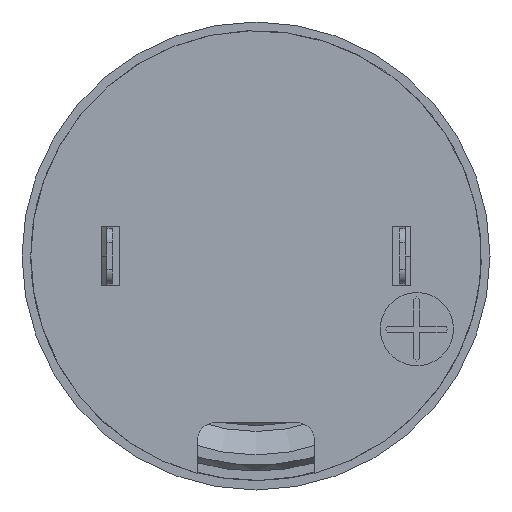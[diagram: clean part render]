
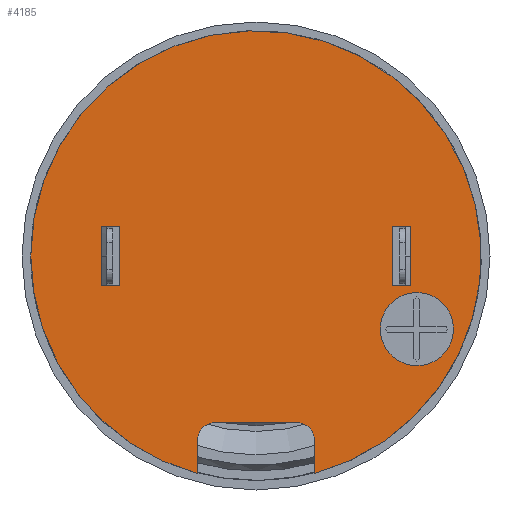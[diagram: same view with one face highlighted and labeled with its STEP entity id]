
A CAD part, left-side view. The second image highlights one B-rep face of the part: STEP entity #4185.
In plain terms, the highlighted planar face has unit normal (-1, 0, 0).
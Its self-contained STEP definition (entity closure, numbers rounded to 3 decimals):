
#1044=DIRECTION('',(0.,0.,-1.));
#1045=VECTOR('',#1044,1.136);
#1046=CARTESIAN_POINT('',(-28.,-2.,-6.3));
#1047=LINE('',#1046,#1045);
#1068=DIRECTION('',(0.,-1.,0.));
#1069=VECTOR('',#1068,2.8);
#1070=CARTESIAN_POINT('',(-28.,1.4,-5.7));
#1071=LINE('',#1070,#1069);
#1084=DIRECTION('',(0.,0.,1.));
#1085=VECTOR('',#1084,1.136);
#1086=CARTESIAN_POINT('',(-28.,2.,-7.436));
#1087=LINE('',#1086,#1085);
#1101=CARTESIAN_POINT('',(-28.,1.4,-6.3));
#1102=DIRECTION('',(-1.,0.,0.));
#1103=DIRECTION('',(0.,0.,1.));
#1104=AXIS2_PLACEMENT_3D('',#1101,#1102,#1103);
#1106=CARTESIAN_POINT('',(-28.,0.,0.));
#1107=DIRECTION('',(1.,0.,0.));
#1108=DIRECTION('',(0.,0.26,-0.966));
#1109=AXIS2_PLACEMENT_3D('',#1106,#1107,#1108);
#1111=CARTESIAN_POINT('',(-28.,0.,0.));
#1112=DIRECTION('',(1.,0.,0.));
#1113=DIRECTION('',(0.,1.,0.));
#1114=AXIS2_PLACEMENT_3D('',#1111,#1112,#1113);
#1116=CARTESIAN_POINT('',(-28.,-1.4,-6.3));
#1117=DIRECTION('',(-1.,0.,0.));
#1118=DIRECTION('',(0.,-1.,0.));
#1119=AXIS2_PLACEMENT_3D('',#1116,#1117,#1118);
#1121=CARTESIAN_POINT('',(-28.,-5.5,-2.5));
#1122=DIRECTION('',(-1.,0.,0.));
#1123=DIRECTION('',(0.,0.,-1.));
#1124=AXIS2_PLACEMENT_3D('',#1121,#1122,#1123);
#1126=CARTESIAN_POINT('',(-28.,-5.5,-2.5));
#1127=DIRECTION('',(-1.,0.,0.));
#1128=DIRECTION('',(0.,0.,1.));
#1129=AXIS2_PLACEMENT_3D('',#1126,#1127,#1128);
#1131=DIRECTION('',(0.,1.,0.));
#1132=VECTOR('',#1131,0.6);
#1133=CARTESIAN_POINT('',(-28.,4.672,-1.025));
#1134=LINE('',#1133,#1132);
#1139=DIRECTION('',(0.,0.,1.));
#1140=VECTOR('',#1139,2.05);
#1141=CARTESIAN_POINT('',(-28.,5.272,-1.025));
#1142=LINE('',#1141,#1140);
#1151=DIRECTION('',(0.,-1.,0.));
#1152=VECTOR('',#1151,0.6);
#1153=CARTESIAN_POINT('',(-28.,5.272,1.025));
#1154=LINE('',#1153,#1152);
#1163=DIRECTION('',(0.,0.,-1.));
#1164=VECTOR('',#1163,2.05);
#1165=CARTESIAN_POINT('',(-28.,4.672,1.025));
#1166=LINE('',#1165,#1164);
#1179=DIRECTION('',(0.,1.,0.));
#1180=VECTOR('',#1179,0.6);
#1181=CARTESIAN_POINT('',(-28.,-5.272,-1.025));
#1182=LINE('',#1181,#1180);
#1183=DIRECTION('',(0.,0.,1.));
#1184=VECTOR('',#1183,2.05);
#1185=CARTESIAN_POINT('',(-28.,-4.672,-1.025));
#1186=LINE('',#1185,#1184);
#1191=DIRECTION('',(0.,-1.,0.));
#1192=VECTOR('',#1191,0.6);
#1193=CARTESIAN_POINT('',(-28.,-4.672,1.025));
#1194=LINE('',#1193,#1192);
#1199=DIRECTION('',(0.,0.,-1.));
#1200=VECTOR('',#1199,2.05);
#1201=CARTESIAN_POINT('',(-28.,-5.272,1.025));
#1202=LINE('',#1201,#1200);
#2461=CARTESIAN_POINT('',(-28.,-5.272,-1.025));
#2462=CARTESIAN_POINT('',(-28.,-4.672,-1.025));
#2463=VERTEX_POINT('',#2461);
#2464=VERTEX_POINT('',#2462);
#2465=CARTESIAN_POINT('',(-28.,-5.272,1.025));
#2466=VERTEX_POINT('',#2465);
#2467=CARTESIAN_POINT('',(-28.,-4.672,1.025));
#2468=VERTEX_POINT('',#2467);
#2469=CARTESIAN_POINT('',(-28.,4.672,-1.025));
#2470=CARTESIAN_POINT('',(-28.,5.272,-1.025));
#2471=VERTEX_POINT('',#2469);
#2472=VERTEX_POINT('',#2470);
#2473=CARTESIAN_POINT('',(-28.,4.672,1.025));
#2474=VERTEX_POINT('',#2473);
#2475=CARTESIAN_POINT('',(-28.,5.272,1.025));
#2476=VERTEX_POINT('',#2475);
#2477=CARTESIAN_POINT('',(-28.,1.4,-5.7));
#2478=CARTESIAN_POINT('',(-28.,-1.4,-5.7));
#2479=VERTEX_POINT('',#2477);
#2480=VERTEX_POINT('',#2478);
#2481=CARTESIAN_POINT('',(-28.,2.,-7.436));
#2482=CARTESIAN_POINT('',(-28.,2.,-6.3));
#2483=VERTEX_POINT('',#2481);
#2484=VERTEX_POINT('',#2482);
#2485=CARTESIAN_POINT('',(-28.,-2.,-6.3));
#2486=CARTESIAN_POINT('',(-28.,-2.,-7.436));
#2487=VERTEX_POINT('',#2485);
#2488=VERTEX_POINT('',#2486);
#2489=CARTESIAN_POINT('',(-28.,-5.5,-3.75));
#2490=CARTESIAN_POINT('',(-28.,-5.5,-1.25));
#2491=VERTEX_POINT('',#2489);
#2492=VERTEX_POINT('',#2490);
#2590=CARTESIAN_POINT('',(-28.,7.7,0.));
#2591=VERTEX_POINT('',#2590);
#4145=CARTESIAN_POINT('',(-28.,0.,0.135));
#4146=DIRECTION('',(1.,0.,0.));
#4147=DIRECTION('',(0.,1.,0.));
#4148=AXIS2_PLACEMENT_3D('',#4145,#4146,#4147);
#4149=PLANE('',#4148);
#4150=ORIENTED_EDGE('',*,*,#4107,.F.);
#4151=ORIENTED_EDGE('',*,*,#4121,.T.);
#4152=ORIENTED_EDGE('',*,*,#4134,.F.);
#4153=ORIENTED_EDGE('',*,*,#3817,.T.);
#4154=ORIENTED_EDGE('',*,*,#3815,.T.);
#4155=ORIENTED_EDGE('',*,*,#4077,.F.);
#4156=ORIENTED_EDGE('',*,*,#4093,.T.);
#4157=EDGE_LOOP('',(#4150,#4151,#4152,#4153,#4154,#4155,#4156));
#4158=FACE_OUTER_BOUND('',#4157,.F.);
#4160=ORIENTED_EDGE('',*,*,#4159,.F.);
#4162=ORIENTED_EDGE('',*,*,#4161,.F.);
#4164=ORIENTED_EDGE('',*,*,#4163,.F.);
#4166=ORIENTED_EDGE('',*,*,#4165,.F.);
#4167=EDGE_LOOP('',(#4160,#4162,#4164,#4166));
#4168=FACE_BOUND('',#4167,.F.);
#4170=ORIENTED_EDGE('',*,*,#4169,.F.);
#4172=ORIENTED_EDGE('',*,*,#4171,.F.);
#4174=ORIENTED_EDGE('',*,*,#4173,.F.);
#4176=ORIENTED_EDGE('',*,*,#4175,.F.);
#4177=EDGE_LOOP('',(#4170,#4172,#4174,#4176));
#4178=FACE_BOUND('',#4177,.F.);
#4180=ORIENTED_EDGE('',*,*,#4179,.T.);
#4182=ORIENTED_EDGE('',*,*,#4181,.T.);
#4183=EDGE_LOOP('',(#4180,#4182));
#4184=FACE_BOUND('',#4183,.F.);
#4185=ADVANCED_FACE('',(#4158,#4168,#4178,#4184),#4149,.F.);
#1105=CIRCLE('',#1104,0.6);
#1110=CIRCLE('',#1109,7.7);
#1115=CIRCLE('',#1114,7.7);
#1120=CIRCLE('',#1119,0.6);
#1125=CIRCLE('',#1124,1.25);
#1130=CIRCLE('',#1129,1.25);
#3815=EDGE_CURVE('',#2591,#2488,#1115,.T.);
#3817=EDGE_CURVE('',#2483,#2591,#1110,.T.);
#4077=EDGE_CURVE('',#2487,#2488,#1047,.T.);
#4093=EDGE_CURVE('',#2487,#2480,#1120,.T.);
#4107=EDGE_CURVE('',#2479,#2480,#1071,.T.);
#4121=EDGE_CURVE('',#2479,#2484,#1105,.T.);
#4134=EDGE_CURVE('',#2483,#2484,#1087,.T.);
#4159=EDGE_CURVE('',#2471,#2472,#1134,.T.);
#4161=EDGE_CURVE('',#2474,#2471,#1166,.T.);
#4163=EDGE_CURVE('',#2476,#2474,#1154,.T.);
#4165=EDGE_CURVE('',#2472,#2476,#1142,.T.);
#4169=EDGE_CURVE('',#2463,#2464,#1182,.T.);
#4171=EDGE_CURVE('',#2466,#2463,#1202,.T.);
#4173=EDGE_CURVE('',#2468,#2466,#1194,.T.);
#4175=EDGE_CURVE('',#2464,#2468,#1186,.T.);
#4179=EDGE_CURVE('',#2491,#2492,#1125,.T.);
#4181=EDGE_CURVE('',#2492,#2491,#1130,.T.);
